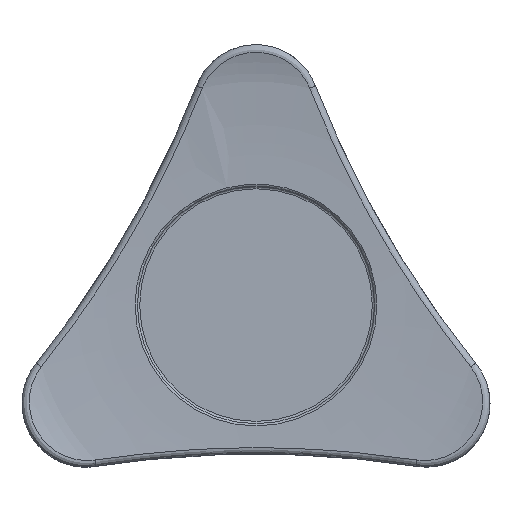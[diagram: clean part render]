
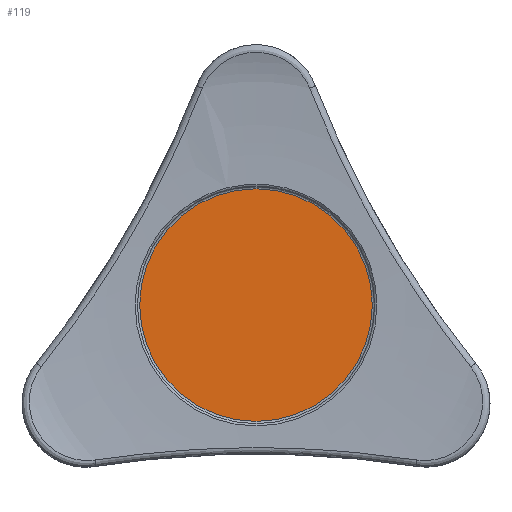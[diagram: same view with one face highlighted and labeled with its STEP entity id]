
A CAD part, top view. The second image highlights one B-rep face of the part: STEP entity #119.
In plain terms, the highlighted planar face has unit normal (0, 0, 1).
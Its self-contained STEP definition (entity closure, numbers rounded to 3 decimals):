
#119 = ADVANCED_FACE( '', ( #248 ), #249, .F. );
#248 = FACE_OUTER_BOUND( '', #1751, .T. );
#249 = PLANE( '', #1752 );
#1751 = EDGE_LOOP( '', ( #2494 ) );
#1752 = AXIS2_PLACEMENT_3D( '', #2495, #2496, #2497 );
#2494 = ORIENTED_EDGE( '', *, *, #2609, .T. );
#2495 = CARTESIAN_POINT( '', ( 0., 10.25, 27. ) );
#2496 = DIRECTION( '', ( 0., 0., -1. ) );
#2497 = DIRECTION( '', ( -1., 0., 0. ) );
#2609 = EDGE_CURVE( '', #2756, #2756, #2757, .F. );
#2756 = VERTEX_POINT( '', #3319 );
#2757 = CIRCLE( '', #3320, 10.05 );
#3319 = CARTESIAN_POINT( '', ( -10.05, 0., 27. ) );
#3320 = AXIS2_PLACEMENT_3D( '', #4609, #4610, #4611 );
#4609 = CARTESIAN_POINT( '', ( 0., 0., 27. ) );
#4610 = DIRECTION( '', ( 0., 0., -1. ) );
#4611 = DIRECTION( '', ( -1., 0., 0. ) );
